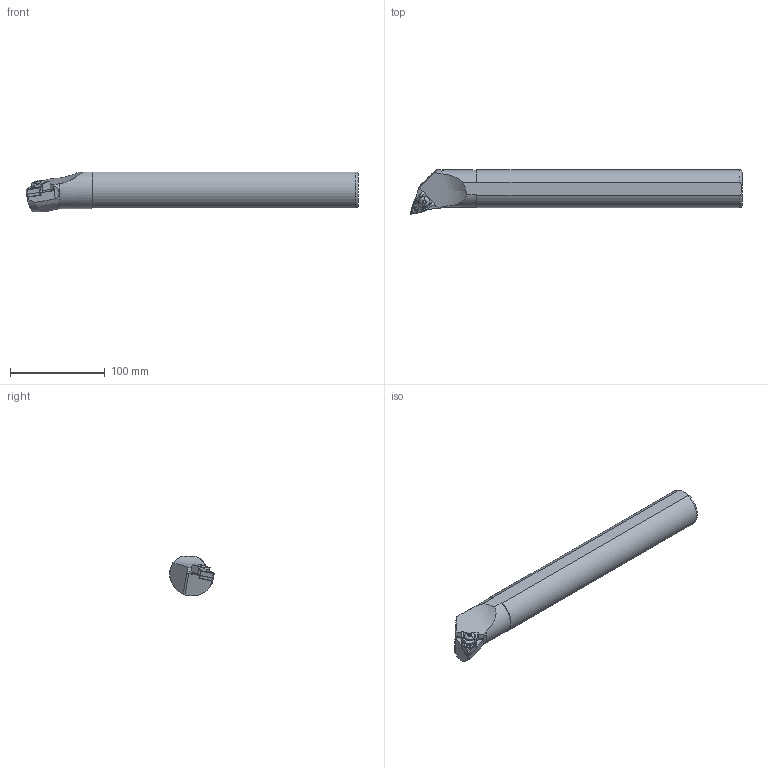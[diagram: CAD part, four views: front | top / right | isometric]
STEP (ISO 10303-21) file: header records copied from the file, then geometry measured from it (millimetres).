
FILE_DESCRIPTION (( 'STEP AP214' ), '1' );
FILE_NAME ('S40U-MTQNR-16-LIGHT.STP', '2023-10-25T06:31:11', ( '' ), ( '' ), 'SwSTEP 2.0', 'SolidWorks 2018', '' );
FILE_SCHEMA (( 'AUTOMOTIVE_DESIGN' ));
Length unit declared in the file: millimetre
Products named in the file (1): S40U-MTQNR-16-LIGHT
Bounding box: 350 x 47 x 42.1 mm (x, y, z)
Volume: 409589.2 mm3; surface area: 46271.4 mm2
Topology: 2 solids, 3 shells, 226 faces, 562 edges, 346 vertices
Faces by surface type: plane 103, cylinder 55, cone 33, torus 22, bspline 11, sphere 2
Entity records: 9344 total; most frequent: CARTESIAN_POINT 3204, ORIENTED_EDGE 1108, DIRECTION 1027, EDGE_CURVE 554, AXIS2_PLACEMENT_3D 379, VERTEX_POINT 346, VECTOR 269, LINE 269
